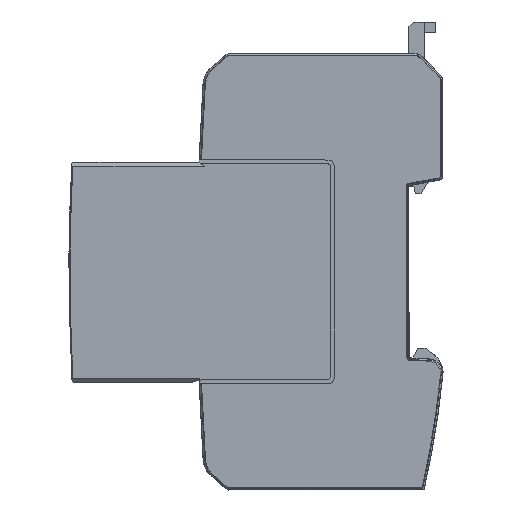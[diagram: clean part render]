
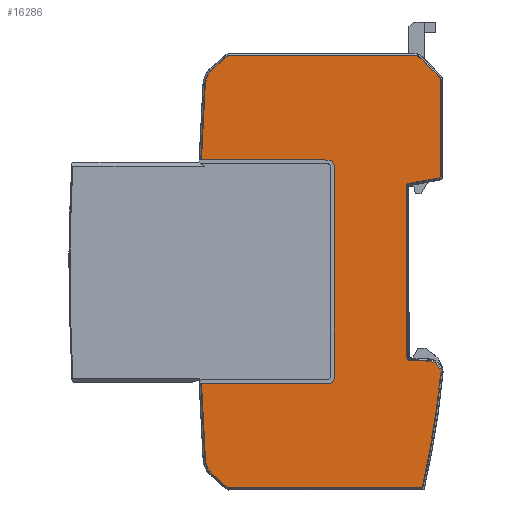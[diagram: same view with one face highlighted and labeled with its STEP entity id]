
A CAD part, left-side view. The second image highlights one B-rep face of the part: STEP entity #16286.
In plain terms, the highlighted planar face has unit normal (-1, 0, 0).
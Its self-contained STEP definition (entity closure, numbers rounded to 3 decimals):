
#7631=DIRECTION('',(0.,0.,1.));
#7632=VECTOR('',#7631,19.602);
#7633=CARTESIAN_POINT('',(-18.15,0.783,19.772));
#7634=LINE('',#7633,#7632);
#7994=DIRECTION('',(0.,-0.051,0.999));
#7995=VECTOR('',#7994,15.542);
#7996=CARTESIAN_POINT('',(-18.15,50.091,23.041));
#7997=LINE('',#7996,#7995);
#8001=CARTESIAN_POINT('',(-18.15,44.784,38.332));
#8002=DIRECTION('',(1.,0.,0.));
#8003=DIRECTION('',(0.,0.999,0.051));
#8004=AXIS2_PLACEMENT_3D('',#8001,#8002,#8003);
#8009=DIRECTION('',(0.,-0.749,0.662));
#8010=VECTOR('',#8009,3.937);
#8011=CARTESIAN_POINT('',(-18.15,47.795,41.7));
#8012=LINE('',#8011,#8010);
#8016=DIRECTION('',(0.,-0.935,0.356));
#8017=VECTOR('',#8016,0.445);
#8018=CARTESIAN_POINT('',(-18.15,44.844,44.307));
#8019=LINE('',#8018,#8017);
#8023=CARTESIAN_POINT('',(-18.15,6.068,42.948));
#8024=DIRECTION('',(1.,0.,0.));
#8025=DIRECTION('',(0.,0.,1.));
#8026=AXIS2_PLACEMENT_3D('',#8023,#8024,#8025);
#8031=CARTESIAN_POINT('',(-18.15,45.3,-0.052));
#8032=DIRECTION('',(1.,0.,0.));
#8033=DIRECTION('',(0.,-0.674,0.739));
#8034=AXIS2_PLACEMENT_3D('',#8031,#8032,#8033);
#8039=CARTESIAN_POINT('',(-18.15,1.8,39.374));
#8040=DIRECTION('',(1.,0.,0.));
#8041=DIRECTION('',(0.,-0.741,0.672));
#8042=AXIS2_PLACEMENT_3D('',#8039,#8040,#8041);
#8047=CARTESIAN_POINT('',(-18.15,1.3,19.772));
#8048=DIRECTION('',(1.,0.,0.));
#8049=DIRECTION('',(0.,-1.,0.));
#8050=AXIS2_PLACEMENT_3D('',#8047,#8048,#8049);
#8055=DIRECTION('',(0.,0.985,-0.174));
#8056=VECTOR('',#8055,6.101);
#8057=CARTESIAN_POINT('',(-18.15,1.21,19.262));
#8058=LINE('',#8057,#8056);
#8062=CARTESIAN_POINT('',(-18.15,7.1,17.53));
#8063=DIRECTION('',(-1.,0.,0.));
#8064=DIRECTION('',(0.,0.174,0.985));
#8065=AXIS2_PLACEMENT_3D('',#8062,#8063,#8064);
#8070=CARTESIAN_POINT('',(-18.15,7.1,-17.612));
#8071=DIRECTION('',(-1.,0.,0.));
#8072=DIRECTION('',(0.,1.,0.));
#8073=AXIS2_PLACEMENT_3D('',#8070,#8071,#8072);
#8078=DIRECTION('',(0.,-0.999,-0.052));
#8079=VECTOR('',#8078,3.973);
#8080=CARTESIAN_POINT('',(-18.15,7.136,-18.294));
#8081=LINE('',#8080,#8079);
#8085=CARTESIAN_POINT('',(-18.15,3.3,-21.015));
#8086=DIRECTION('',(1.,0.,0.));
#8087=DIRECTION('',(0.,-0.052,0.999));
#8088=AXIS2_PLACEMENT_3D('',#8085,#8086,#8087);
#8093=CARTESIAN_POINT('',(-18.15,199.275,-0.944));
#8094=DIRECTION('',(1.,0.,0.));
#8095=DIRECTION('',(0.,-0.995,-0.102));
#8096=AXIS2_PLACEMENT_3D('',#8093,#8094,#8095);
#8101=DIRECTION('',(0.,0.935,0.356));
#8102=VECTOR('',#8101,0.445);
#8103=CARTESIAN_POINT('',(-18.15,44.428,-44.569));
#8104=LINE('',#8103,#8102);
#8108=DIRECTION('',(0.,0.749,0.662));
#8109=VECTOR('',#8108,3.937);
#8110=CARTESIAN_POINT('',(-18.15,44.844,-44.411));
#8111=LINE('',#8110,#8109);
#8115=CARTESIAN_POINT('',(-18.15,44.784,-38.436));
#8116=DIRECTION('',(1.,0.,0.));
#8117=DIRECTION('',(0.,0.666,-0.746));
#8118=AXIS2_PLACEMENT_3D('',#8115,#8116,#8117);
#8123=DIRECTION('',(0.,0.051,0.999));
#8124=VECTOR('',#8123,15.543);
#8125=CARTESIAN_POINT('',(-18.15,49.295,-38.667));
#8126=LINE('',#8125,#8124);
#8130=DIRECTION('',(0.,-1.,0.002));
#8131=VECTOR('',#8130,26.093);
#8132=CARTESIAN_POINT('',(-18.15,50.09,-23.145));
#8133=LINE('',#8132,#8131);
#8137=CARTESIAN_POINT('',(-18.15,24.,-21.799));
#8138=DIRECTION('',(-1.,0.,0.));
#8139=DIRECTION('',(0.,-0.002,-1.));
#8140=AXIS2_PLACEMENT_3D('',#8137,#8138,#8139);
#8145=DIRECTION('',(0.,0.,1.));
#8146=VECTOR('',#8145,43.493);
#8147=CARTESIAN_POINT('',(-18.15,22.7,-21.797));
#8148=LINE('',#8147,#8146);
#8152=CARTESIAN_POINT('',(-18.15,24.,21.696));
#8153=DIRECTION('',(-1.,0.,0.));
#8154=DIRECTION('',(0.,-1.,0.));
#8155=AXIS2_PLACEMENT_3D('',#8152,#8153,#8154);
#8160=DIRECTION('',(0.,1.,0.002));
#8161=VECTOR('',#8160,26.091);
#8162=CARTESIAN_POINT('',(-18.15,24.,22.996));
#8163=LINE('',#8162,#8161);
#8829=DIRECTION('',(0.,-1.,0.));
#8830=VECTOR('',#8829,39.843);
#8831=CARTESIAN_POINT('',(-18.15,44.428,-44.569));
#8832=LINE('',#8831,#8830);
#9209=DIRECTION('',(0.,0.,1.));
#9210=VECTOR('',#9209,35.142);
#9211=CARTESIAN_POINT('',(-18.15,7.783,-17.612));
#9212=LINE('',#9211,#9210);
#10318=DIRECTION('',(0.,1.,0.));
#10319=VECTOR('',#10318,38.36);
#10320=CARTESIAN_POINT('',(-18.15,6.068,44.465));
#10321=LINE('',#10320,#10319);
#14812=CARTESIAN_POINT('',(-18.15,0.783,39.374));
#14813=VERTEX_POINT('',#14812);
#14814=CARTESIAN_POINT('',(-18.15,1.046,40.057));
#14815=VERTEX_POINT('',#14814);
#14816=CARTESIAN_POINT('',(-18.15,0.783,19.772));
#14817=VERTEX_POINT('',#14816);
#14820=CARTESIAN_POINT('',(-18.15,1.21,19.262));
#14821=VERTEX_POINT('',#14820);
#14880=CARTESIAN_POINT('',(-18.15,5.045,44.069));
#14881=VERTEX_POINT('',#14880);
#14882=CARTESIAN_POINT('',(-18.15,50.091,23.041));
#14883=CARTESIAN_POINT('',(-18.15,49.296,38.563));
#14884=VERTEX_POINT('',#14882);
#14885=VERTEX_POINT('',#14883);
#14886=CARTESIAN_POINT('',(-18.15,47.795,41.7));
#14887=VERTEX_POINT('',#14886);
#14888=CARTESIAN_POINT('',(-18.15,44.844,44.307));
#14889=VERTEX_POINT('',#14888);
#14890=CARTESIAN_POINT('',(-18.15,44.428,44.465));
#14891=VERTEX_POINT('',#14890);
#14892=CARTESIAN_POINT('',(-18.15,6.068,44.465));
#14893=VERTEX_POINT('',#14892);
#14894=CARTESIAN_POINT('',(-18.15,7.219,18.203));
#14895=VERTEX_POINT('',#14894);
#14896=CARTESIAN_POINT('',(-18.15,7.783,17.53));
#14897=VERTEX_POINT('',#14896);
#14898=CARTESIAN_POINT('',(-18.15,7.783,-17.612));
#14899=VERTEX_POINT('',#14898);
#14900=CARTESIAN_POINT('',(-18.15,7.136,-18.294));
#14901=VERTEX_POINT('',#14900);
#14902=CARTESIAN_POINT('',(-18.15,3.168,-18.502));
#14903=VERTEX_POINT('',#14902);
#14904=CARTESIAN_POINT('',(-18.15,0.796,-21.272));
#14905=VERTEX_POINT('',#14904);
#14906=CARTESIAN_POINT('',(-18.15,4.585,-44.569));
#14907=VERTEX_POINT('',#14906);
#14908=CARTESIAN_POINT('',(-18.15,44.428,-44.569));
#14909=VERTEX_POINT('',#14908);
#14910=CARTESIAN_POINT('',(-18.15,44.844,-44.411));
#14911=VERTEX_POINT('',#14910);
#14912=CARTESIAN_POINT('',(-18.15,47.794,-41.804));
#14913=VERTEX_POINT('',#14912);
#14914=CARTESIAN_POINT('',(-18.15,49.295,-38.667));
#14915=VERTEX_POINT('',#14914);
#14916=CARTESIAN_POINT('',(-18.15,50.09,-23.145));
#14917=VERTEX_POINT('',#14916);
#14918=CARTESIAN_POINT('',(-18.15,23.998,-23.099));
#14919=VERTEX_POINT('',#14918);
#14920=CARTESIAN_POINT('',(-18.15,22.7,-21.797));
#14921=VERTEX_POINT('',#14920);
#14922=CARTESIAN_POINT('',(-18.15,22.7,21.696));
#14923=VERTEX_POINT('',#14922);
#14924=CARTESIAN_POINT('',(-18.15,24.,22.996));
#14925=VERTEX_POINT('',#14924);
#16229=CARTESIAN_POINT('',(-18.15,0.3,-0.052));
#16230=DIRECTION('',(1.,0.,0.));
#16231=DIRECTION('',(0.,0.,-1.));
#16232=AXIS2_PLACEMENT_3D('',#16229,#16230,#16231);
#16233=PLANE('',#16232);
#16235=ORIENTED_EDGE('',*,*,#16234,.T.);
#16237=ORIENTED_EDGE('',*,*,#16236,.T.);
#16239=ORIENTED_EDGE('',*,*,#16238,.T.);
#16241=ORIENTED_EDGE('',*,*,#16240,.T.);
#16243=ORIENTED_EDGE('',*,*,#16242,.F.);
#16245=ORIENTED_EDGE('',*,*,#16244,.T.);
#16246=ORIENTED_EDGE('',*,*,#16222,.T.);
#16247=ORIENTED_EDGE('',*,*,#15942,.T.);
#16248=ORIENTED_EDGE('',*,*,#15957,.F.);
#16249=ORIENTED_EDGE('',*,*,#15972,.T.);
#16251=ORIENTED_EDGE('',*,*,#16250,.T.);
#16253=ORIENTED_EDGE('',*,*,#16252,.T.);
#16255=ORIENTED_EDGE('',*,*,#16254,.F.);
#16257=ORIENTED_EDGE('',*,*,#16256,.T.);
#16259=ORIENTED_EDGE('',*,*,#16258,.T.);
#16261=ORIENTED_EDGE('',*,*,#16260,.T.);
#16263=ORIENTED_EDGE('',*,*,#16262,.T.);
#16265=ORIENTED_EDGE('',*,*,#16264,.F.);
#16267=ORIENTED_EDGE('',*,*,#16266,.T.);
#16269=ORIENTED_EDGE('',*,*,#16268,.T.);
#16271=ORIENTED_EDGE('',*,*,#16270,.T.);
#16273=ORIENTED_EDGE('',*,*,#16272,.T.);
#16275=ORIENTED_EDGE('',*,*,#16274,.T.);
#16277=ORIENTED_EDGE('',*,*,#16276,.T.);
#16279=ORIENTED_EDGE('',*,*,#16278,.T.);
#16281=ORIENTED_EDGE('',*,*,#16280,.T.);
#16283=ORIENTED_EDGE('',*,*,#16282,.T.);
#16284=EDGE_LOOP('',(#16235,#16237,#16239,#16241,#16243,#16245,#16246,#16247,
#16248,#16249,#16251,#16253,#16255,#16257,#16259,#16261,#16263,#16265,#16267,
#16269,#16271,#16273,#16275,#16277,#16279,#16281,#16283));
#16285=FACE_OUTER_BOUND('',#16284,.F.);
#8005=CIRCLE('',#8004,4.517);
#8027=CIRCLE('',#8026,1.517);
#8035=CIRCLE('',#8034,59.725);
#8043=CIRCLE('',#8042,1.017);
#8051=CIRCLE('',#8050,0.517);
#8066=CIRCLE('',#8065,0.683);
#8074=CIRCLE('',#8073,0.683);
#8089=CIRCLE('',#8088,2.517);
#8097=CIRCLE('',#8096,199.517);
#8119=CIRCLE('',#8118,4.517);
#8141=CIRCLE('',#8140,1.3);
#8156=CIRCLE('',#8155,1.3);
#15942=EDGE_CURVE('',#14815,#14813,#8043,.T.);
#15957=EDGE_CURVE('',#14817,#14813,#7634,.T.);
#15972=EDGE_CURVE('',#14817,#14821,#8051,.T.);
#16222=EDGE_CURVE('',#14881,#14815,#8035,.T.);
#16234=EDGE_CURVE('',#14884,#14885,#7997,.T.);
#16236=EDGE_CURVE('',#14885,#14887,#8005,.T.);
#16238=EDGE_CURVE('',#14887,#14889,#8012,.T.);
#16240=EDGE_CURVE('',#14889,#14891,#8019,.T.);
#16242=EDGE_CURVE('',#14893,#14891,#10321,.T.);
#16244=EDGE_CURVE('',#14893,#14881,#8027,.T.);
#16250=EDGE_CURVE('',#14821,#14895,#8058,.T.);
#16252=EDGE_CURVE('',#14895,#14897,#8066,.T.);
#16254=EDGE_CURVE('',#14899,#14897,#9212,.T.);
#16256=EDGE_CURVE('',#14899,#14901,#8074,.T.);
#16258=EDGE_CURVE('',#14901,#14903,#8081,.T.);
#16260=EDGE_CURVE('',#14903,#14905,#8089,.T.);
#16262=EDGE_CURVE('',#14905,#14907,#8097,.T.);
#16264=EDGE_CURVE('',#14909,#14907,#8832,.T.);
#16266=EDGE_CURVE('',#14909,#14911,#8104,.T.);
#16268=EDGE_CURVE('',#14911,#14913,#8111,.T.);
#16270=EDGE_CURVE('',#14913,#14915,#8119,.T.);
#16272=EDGE_CURVE('',#14915,#14917,#8126,.T.);
#16274=EDGE_CURVE('',#14917,#14919,#8133,.T.);
#16276=EDGE_CURVE('',#14919,#14921,#8141,.T.);
#16278=EDGE_CURVE('',#14921,#14923,#8148,.T.);
#16280=EDGE_CURVE('',#14923,#14925,#8156,.T.);
#16282=EDGE_CURVE('',#14925,#14884,#8163,.T.);
#16286=ADVANCED_FACE('',(#16285),#16233,.F.);
